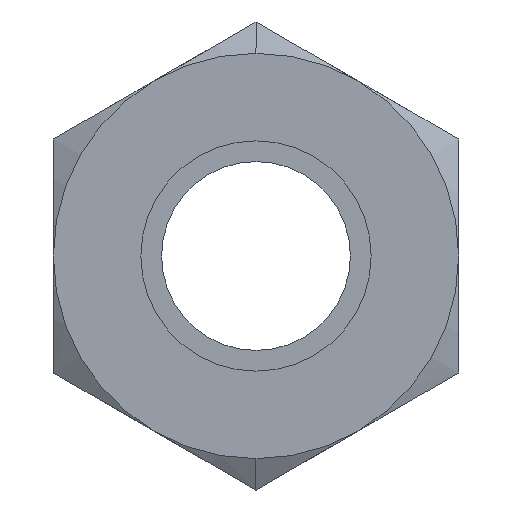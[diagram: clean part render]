
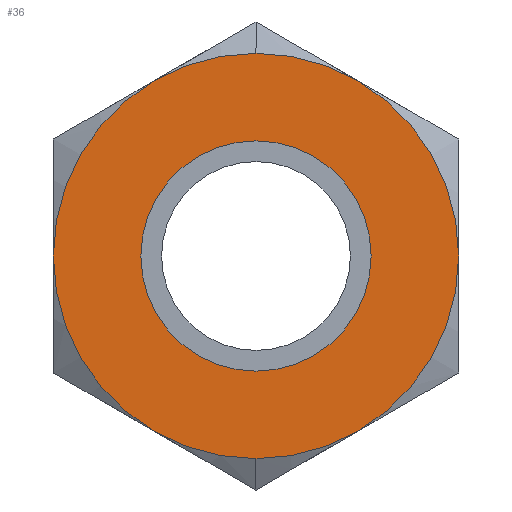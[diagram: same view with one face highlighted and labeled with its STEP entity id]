
A CAD part, left-side view. The second image highlights one B-rep face of the part: STEP entity #36.
In plain terms, the highlighted planar face has unit normal (-1, 0, 0).
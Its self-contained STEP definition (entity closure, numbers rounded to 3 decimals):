
#1=CARTESIAN_POINT('POINT1',(0.,0.,-6.35))
   ;
#2=VERTEX_POINT('VERTEX1',#1);
#3=CARTESIAN_POINT('POINT2',(0.,0.
   ,6.35));
#4=VERTEX_POINT('VERTEX2',#3);
#5=CARTESIAN_POINT('POS1',(0.,0.,0.));
#6=DIRECTION('DIR1',(1.,0.,0.));
#7=DIRECTION('DIR2',(0.,0.,-1.));
#8=AXIS2_PLACEMENT_3D('AXIS1',#5,#6,#7);
#9=CIRCLE('ELLIPSE1',#8,6.35);
#10=EDGE_CURVE('EDGE1',#2,#4,#9,.T.);
#11=ORIENTED_EDGE('COEDGE1',*,*,#10,.T.);
#12=EDGE_CURVE('EDGE2',#4,#2,#9,.T.);
#13=ORIENTED_EDGE('COEDGE2',*,*,#12,.T.);
#14=EDGE_LOOP('NONE',(#11,#13));
#15=FACE_BOUND('LOOP1',#14,.T.);
#16=CARTESIAN_POINT('POINT3',(0.,0.
   ,11.176));
#17=VERTEX_POINT('VERTEX3',#16);
#18=CARTESIAN_POINT('POINT4',(0.,
   0.,-11.176));
#19=VERTEX_POINT('VERTEX4',#18);
#20=CARTESIAN_POINT('POS2',(0.,0.,0.));
#21=DIRECTION('DIR3',(1.,0.,0.));
#22=DIRECTION('DIR4',(0.,0.,1.));
#23=AXIS2_PLACEMENT_3D('AXIS2',#20,#21,#22);
#24=CIRCLE('ELLIPSE2',#23,11.176);
#25=EDGE_CURVE('EDGE3',#17,#19,#24,.T.);
#26=ORIENTED_EDGE('COEDGE3',*,*,#25,.F.);
#27=EDGE_CURVE('EDGE4',#19,#17,#24,.T.);
#28=ORIENTED_EDGE('COEDGE4',*,*,#27,.F.);
#29=EDGE_LOOP('NONE',(#26,#28));
#30=FACE_BOUND('LOOP1',#29,.T.);
#31=CARTESIAN_POINT('POS3',(0.,0.,
   5.588));
#32=DIRECTION('DIR5',(-1.,0.,0.));
#33=DIRECTION('DIR6',(0.,1.,0.));
#34=AXIS2_PLACEMENT_3D('AXIS3',#31,#32,#33);
#35=PLANE('PLANE1',#34);
#36=ADVANCED_FACE('FACE1',(#15,#30),#35,.T.);
